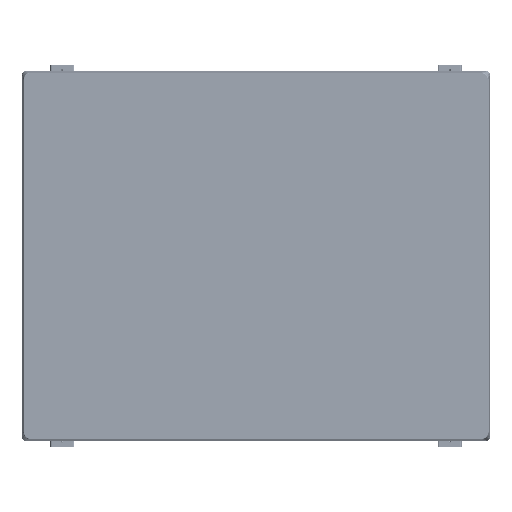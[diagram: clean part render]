
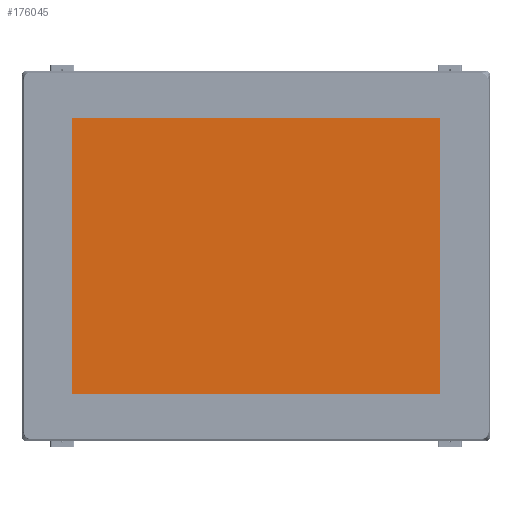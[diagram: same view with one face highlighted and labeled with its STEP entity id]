
A CAD part, top view. The second image highlights one B-rep face of the part: STEP entity #176045.
In plain terms, the highlighted planar face has unit normal (0, 0, 1).
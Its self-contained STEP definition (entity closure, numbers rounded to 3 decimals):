
#16281=LINE('',#304690,#34371);
#16282=LINE('',#304694,#34372);
#16283=LINE('',#304698,#34373);
#16284=LINE('',#304701,#34374);
#34371=VECTOR('',#226528,10.);
#34372=VECTOR('',#226531,10.);
#34373=VECTOR('',#226534,10.);
#34374=VECTOR('',#226537,10.);
#51347=FACE_OUTER_BOUND('',#62350,.T.);
#62350=EDGE_LOOP('',(#147493,#147494,#147495,#147496,#147497,#147498,#147499,
#147500));
#69323=CIRCLE('',#189631,0.5);
#69324=CIRCLE('',#189632,0.5);
#69325=CIRCLE('',#189633,0.5);
#69326=CIRCLE('',#189634,0.5);
#81794=VERTEX_POINT('',#304686);
#81795=VERTEX_POINT('',#304687);
#81796=VERTEX_POINT('',#304689);
#81797=VERTEX_POINT('',#304691);
#81798=VERTEX_POINT('',#304693);
#81799=VERTEX_POINT('',#304695);
#81800=VERTEX_POINT('',#304697);
#81801=VERTEX_POINT('',#304699);
#104602=EDGE_CURVE('',#81794,#81795,#69323,.T.);
#104603=EDGE_CURVE('',#81796,#81794,#16281,.T.);
#104604=EDGE_CURVE('',#81797,#81796,#69324,.T.);
#104605=EDGE_CURVE('',#81798,#81797,#16282,.T.);
#104606=EDGE_CURVE('',#81799,#81798,#69325,.T.);
#104607=EDGE_CURVE('',#81800,#81799,#16283,.T.);
#104608=EDGE_CURVE('',#81801,#81800,#69326,.T.);
#104609=EDGE_CURVE('',#81795,#81801,#16284,.T.);
#147493=ORIENTED_EDGE('',*,*,#104602,.T.);
#147494=ORIENTED_EDGE('',*,*,#104609,.T.);
#147495=ORIENTED_EDGE('',*,*,#104608,.T.);
#147496=ORIENTED_EDGE('',*,*,#104607,.T.);
#147497=ORIENTED_EDGE('',*,*,#104606,.T.);
#147498=ORIENTED_EDGE('',*,*,#104605,.T.);
#147499=ORIENTED_EDGE('',*,*,#104604,.T.);
#147500=ORIENTED_EDGE('',*,*,#104603,.T.);
#167051=PLANE('',#189645);
#176045=ADVANCED_FACE('',(#51347),#167051,.T.);
#189631=AXIS2_PLACEMENT_3D('',#304688,#226526,#226527);
#189632=AXIS2_PLACEMENT_3D('',#304692,#226529,#226530);
#189633=AXIS2_PLACEMENT_3D('',#304696,#226532,#226533);
#189634=AXIS2_PLACEMENT_3D('',#304700,#226535,#226536);
#189645=AXIS2_PLACEMENT_3D('',#304720,#226566,#226567);
#226526=DIRECTION('center_axis',(0.,0.,
1.));
#226527=DIRECTION('ref_axis',(-1.,0.,0.));
#226528=DIRECTION('',(0.,1.,0.));
#226529=DIRECTION('center_axis',(0.,0.,
1.));
#226530=DIRECTION('ref_axis',(0.,1.,0.));
#226531=DIRECTION('',(1.,0.,0.));
#226532=DIRECTION('center_axis',(0.,0.,
1.));
#226533=DIRECTION('ref_axis',(1.,0.,0.));
#226534=DIRECTION('',(0.,-1.,0.));
#226535=DIRECTION('center_axis',(0.,0.,
1.));
#226536=DIRECTION('ref_axis',(0.,-1.,0.));
#226537=DIRECTION('',(-1.,0.,0.));
#226566=DIRECTION('center_axis',(0.,0.,
1.));
#226567=DIRECTION('ref_axis',(1.,0.,0.));
#304686=CARTESIAN_POINT('',(123.5,92.25,-0.2));
#304687=CARTESIAN_POINT('',(123.,92.75,-0.2));
#304688=CARTESIAN_POINT('Origin',(123.,92.25,-0.2));
#304689=CARTESIAN_POINT('',(123.5,-92.25,-0.2));
#304690=CARTESIAN_POINT('',(123.5,46.125,-0.2));
#304691=CARTESIAN_POINT('',(123.,-92.75,-0.2));
#304692=CARTESIAN_POINT('Origin',(123.,-92.25,-0.2));
#304693=CARTESIAN_POINT('',(-123.,-92.75,-0.2));
#304694=CARTESIAN_POINT('',(61.5,-92.75,-0.2));
#304695=CARTESIAN_POINT('',(-123.5,-92.25,-0.2));
#304696=CARTESIAN_POINT('Origin',(-123.,-92.25,-0.2));
#304697=CARTESIAN_POINT('',(-123.5,92.25,-0.2));
#304698=CARTESIAN_POINT('',(-123.5,-46.125,-0.2));
#304699=CARTESIAN_POINT('',(-123.,92.75,-0.2));
#304700=CARTESIAN_POINT('Origin',(-123.,92.25,-0.2));
#304701=CARTESIAN_POINT('',(-61.5,92.75,-0.2));
#304720=CARTESIAN_POINT('Origin',(0.,0.,
-0.2));
